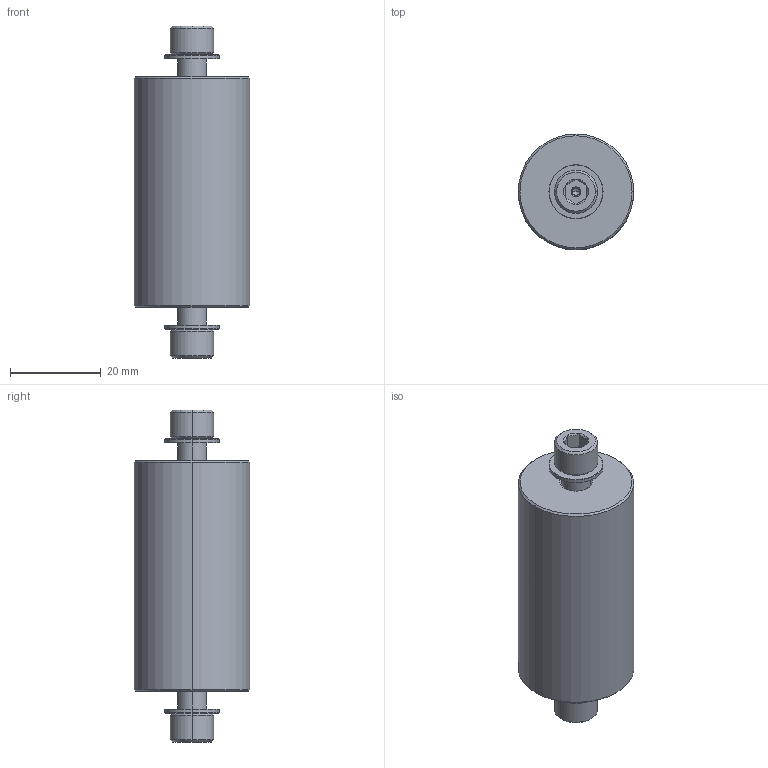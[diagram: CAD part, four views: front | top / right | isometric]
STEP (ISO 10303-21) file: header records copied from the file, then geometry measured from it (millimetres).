
FILE_DESCRIPTION (( 'STEP AP203' ), '1' );
FILE_NAME ('111178.stp', '2018-06-13T21:04:31', ( '' ), ( '' ), 'SwSTEP 2.0', 'SolidWorks 2012', '' );
FILE_SCHEMA (( 'CONFIG_CONTROL_DESIGN' ));
Length unit declared in the file: centimetre
Products named in the file (1): 111178
Bounding box: 25.4 x 25.4 x 73.03 mm (x, y, z)
Volume: 26770.2 mm3; surface area: 6446.4 mm2
Topology: 1 solids, 1 shells, 110 faces, 222 edges, 124 vertices
Faces by surface type: cone 58, cylinder 26, plane 26
Entity records: 2977 total; most frequent: CARTESIAN_POINT 583, DIRECTION 534, ORIENTED_EDGE 436, AXIS2_PLACEMENT_3D 219, EDGE_CURVE 218, EDGE_LOOP 124, VERTEX_POINT 124, FACE_OUTER_BOUND 110
